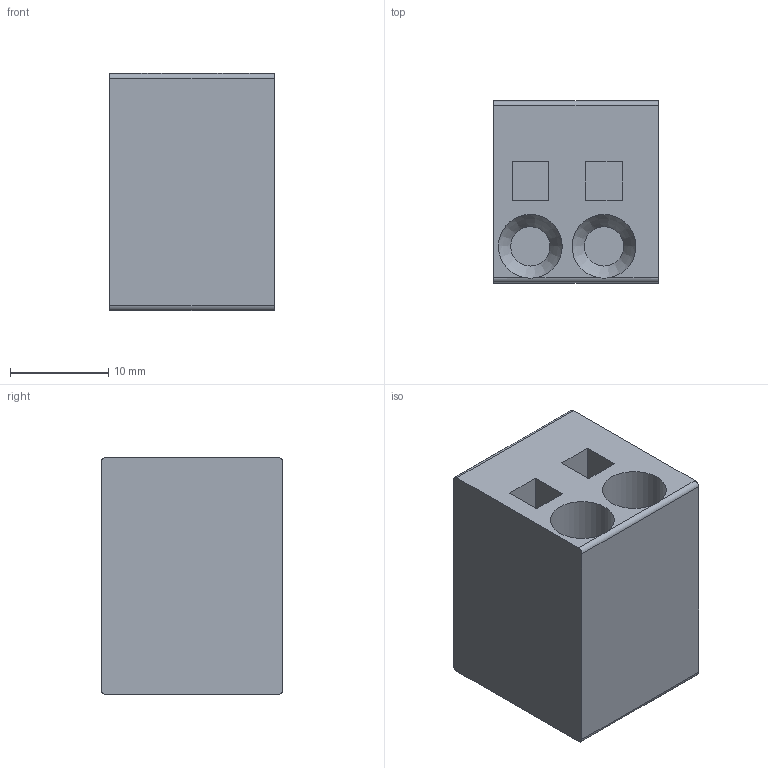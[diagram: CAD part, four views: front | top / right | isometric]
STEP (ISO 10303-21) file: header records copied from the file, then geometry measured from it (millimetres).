
FILE_DESCRIPTION(/* description */ ('model of PhoenixContact_SPT_5_2-V-7.5_1x02_P7.5_Vertical_1738144'),/* implementation_level */ '2;1');
FILE_NAME(/* name */ 'PhoenixContact_SPT_5_2-V-7.5_1x02_P7.5_Vertical_1738144.step',/* time_stamp */ '2020-09-21T11:45:37',/* author */ ('Joel',''),/* organization */ (''),/* preprocessor_version */ '',/* originating_system */ '',/* authorisation */ '');
FILE_SCHEMA(('AUTOMOTIVE_DESIGN { 1 0 10303 214 1 1 1 1 }'));
Length unit declared in the file: millimetre
Products named in the file (1): Shape0_4120133910153956
Bounding box: 16.8 x 18.5 x 24.15 mm (x, y, z)
Volume: 6860.3 mm3; surface area: 2764.9 mm2
Topology: 1 solids, 1 shells, 26 faces, 64 edges, 42 vertices
Faces by surface type: plane 18, cylinder 6, cone 2
Full cylindrical faces by diameter (mm): 6.5 x2
Entity records: 1699 total; most frequent: CARTESIAN_POINT 375, DIRECTION 248, LINE 156, VECTOR 156, ORIENTED_EDGE 128, PCURVE 128, DEFINITIONAL_REPRESENTATION 128, EDGE_CURVE 64
